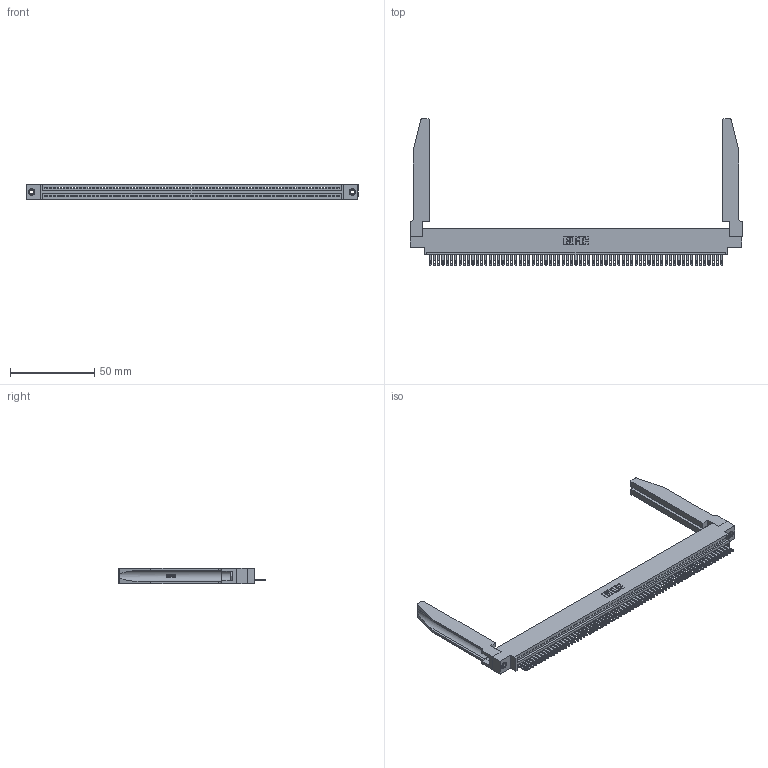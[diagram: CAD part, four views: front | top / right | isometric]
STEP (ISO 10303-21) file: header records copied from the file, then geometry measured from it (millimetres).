
FILE_DESCRIPTION (( 'STEP AP203' ), '1' );
FILE_NAME ('345-069-500-678.STEP', '2019-10-12T09:04:51', ( '' ), ( '' ), 'SwSTEP 2.0', 'SolidWorks 2016', '' );
FILE_SCHEMA (( 'CONFIG_CONTROL_DESIGN' ));
Length unit declared in the file: inch
Products named in the file (5): 345 Part_0.170 Offset - 0.156 Dia-TH; 345-220-078_345-220-078; 345-250-001_345-250-001-102; 345-292-001_345-293-100; 345-069-500-678
Assembly tree (74 placements, depth 2):
  345-069-500-678
    345 Part_0.170 Offset - 0.156 Dia-TH
    345-292-001_345-293-100  x69
    345-250-001_345-250-001-102  x2
    345-220-078_345-220-078  x2
Bounding box: 196.49 x 86.79 x 9.4 mm (x, y, z)
Volume: 26584.2 mm3; surface area: 32495.8 mm2
Topology: 74 solids, 74 shells, 4090 faces, 12553 edges, 8358 vertices
Faces by surface type: plane 2572, cylinder 1466, bspline 36, cone 12, torus 4
Entity records: 53098 total; most frequent: CARTESIAN_POINT 10094, ORIENTED_EDGE 8994, DIRECTION 7785, EDGE_CURVE 4497, LINE 3991, VECTOR 3991, VERTEX_POINT 2992, AXIS2_PLACEMENT_3D 1897
